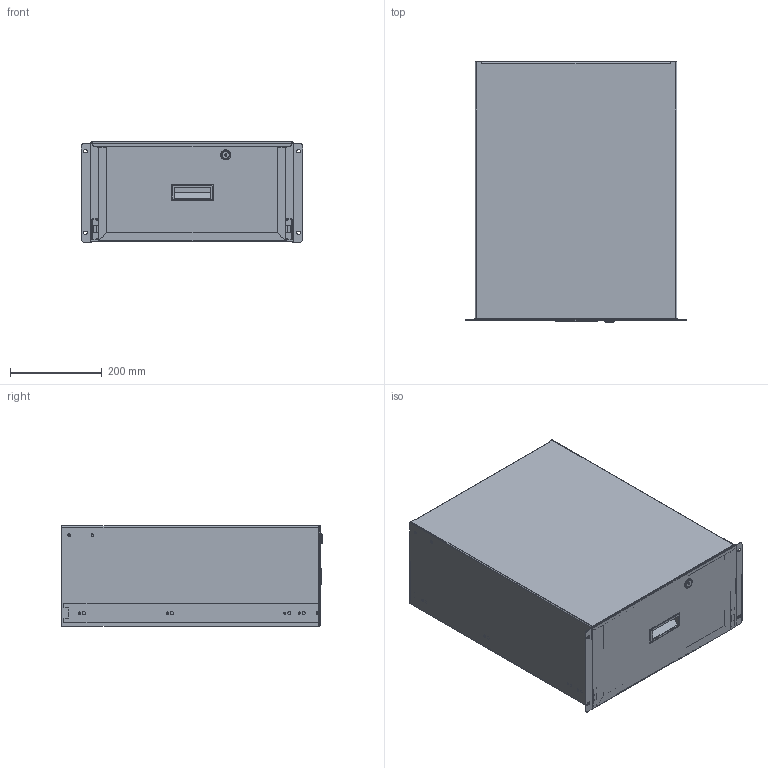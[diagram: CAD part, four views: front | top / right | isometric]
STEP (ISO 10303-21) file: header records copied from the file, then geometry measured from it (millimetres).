
FILE_DESCRIPTION (( 'STEP AP203' ), '1' );
FILE_NAME ('RDRW1900822BK1.step', '2020-11-12T13:56:25', ( 'ADC123' ), ( 'Microsoft' ), 'SwSTEP 2.0', 'SolidWorks 2019', '' );
FILE_SCHEMA (( 'CONFIG_CONTROL_DESIGN' ));
Length unit declared in the file: inch
Products named in the file (1): RDRW1900822BK1
Bounding box: 482.6 x 568.12 x 219.09 mm (x, y, z)
Volume: 2053602.4 mm3; surface area: 2709059.5 mm2
Topology: 28 solids, 28 shells, 706 faces, 1813 edges, 1187 vertices
Faces by surface type: plane 384, cylinder 272, torus 26, bspline 22, cone 2
Full cylindrical faces by diameter (mm): 3.886 x1, 3.969 x12, 4.14 x4, 4.166 x4, 4.369 x6, 4.496 x18, 4.572 x8, 5.969 x4, 6.35 x8, 8.509 x1, 13.9 x1, 15.875 x1, 22 x1
Entity records: 22037 total; most frequent: CARTESIAN_POINT 4944, DIRECTION 3504, ORIENTED_EDGE 3384, EDGE_CURVE 1692, AXIS2_PLACEMENT_3D 1219, VERTEX_POINT 1149, VECTOR 1066, LINE 1066
